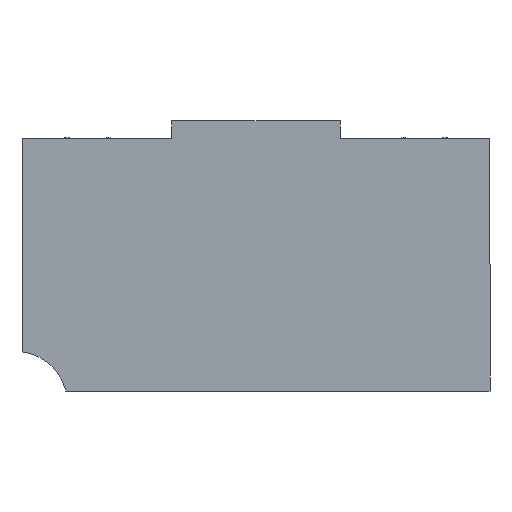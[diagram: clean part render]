
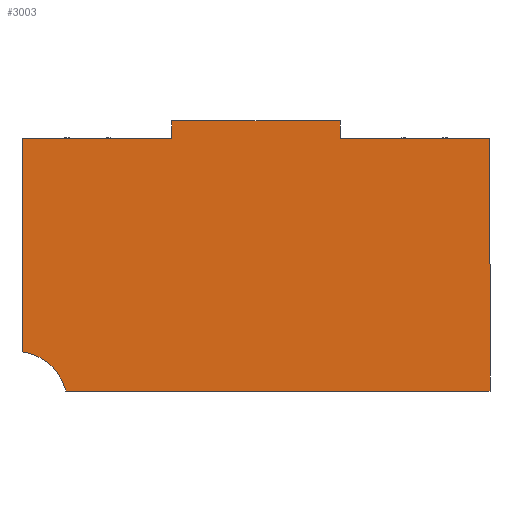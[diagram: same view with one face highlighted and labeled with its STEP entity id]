
A CAD part, front view. The second image highlights one B-rep face of the part: STEP entity #3003.
In plain terms, the highlighted planar face has unit normal (0, -1, 0).
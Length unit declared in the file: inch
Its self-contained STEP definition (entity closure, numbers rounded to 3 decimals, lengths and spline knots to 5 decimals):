
#2503 = VERTEX_POINT ( 'NONE', #8156 ) ;
#2510 = EDGE_CURVE ( 'NONE', #2503, #2511, #8146, .T. ) ;
#2511 = VERTEX_POINT ( 'NONE', #8330 ) ;
#2622 = VERTEX_POINT ( 'NONE', #8588 ) ;
#2624 = EDGE_CURVE ( 'NONE', #2622, #2957, #8587, .T. ) ;
#2633 = VERTEX_POINT ( 'NONE', #8568 ) ;
#2635 = EDGE_CURVE ( 'NONE', #2633, #2622, #8567, .T. ) ;
#2651 = ORIENTED_EDGE ( 'NONE', *, *, #3020, .F. ) ;
#2836 = ORIENTED_EDGE ( 'NONE', *, *, #3042, .F. ) ;
#2837 = ORIENTED_EDGE ( 'NONE', *, *, #2635, .F. ) ;
#2838 = ORIENTED_EDGE ( 'NONE', *, *, #2858, .F. ) ;
#2858 = EDGE_CURVE ( 'NONE', #2511, #2633, #8982, .T. ) ;
#2862 = ORIENTED_EDGE ( 'NONE', *, *, #3031, .F. ) ;
#2939 = ORIENTED_EDGE ( 'NONE', *, *, #2959, .F. ) ;
#2940 = ORIENTED_EDGE ( 'NONE', *, *, #2624, .F. ) ;
#2957 = VERTEX_POINT ( 'NONE', #9191 ) ;
#2959 = EDGE_CURVE ( 'NONE', #2957, #3040, #9260, .T. ) ;
#3003 = ADVANCED_FACE ( 'NONE', ( #6709 ), #6708, .F. ) ;
#3004 = EDGE_LOOP ( 'NONE', ( #3005, #3006, #2651, #2862, #2836, #2939, #2940, #2837, #2838 ) ) ;
#3005 = ORIENTED_EDGE ( 'NONE', *, *, #2510, .F. ) ;
#3006 = ORIENTED_EDGE ( 'NONE', *, *, #3009, .F. ) ;
#3007 = VERTEX_POINT ( 'NONE', #6703 ) ;
#3009 = EDGE_CURVE ( 'NONE', #3007, #2503, #6702, .T. ) ;
#3018 = VERTEX_POINT ( 'NONE', #6653 ) ;
#3020 = EDGE_CURVE ( 'NONE', #3018, #3007, #6652, .T. ) ;
#3029 = VERTEX_POINT ( 'NONE', #6633 ) ;
#3031 = EDGE_CURVE ( 'NONE', #3029, #3018, #6632, .T. ) ;
#3040 = VERTEX_POINT ( 'NONE', #6674 ) ;
#3042 = EDGE_CURVE ( 'NONE', #3040, #3029, #6673, .T. ) ;
#6629 = DIRECTION ( 'NONE',  ( 1., 0., 0. ) ) ;
#6630 = VECTOR ( 'NONE', #6629, 39.37008 ) ;
#6631 = CARTESIAN_POINT ( 'NONE',  ( -10.14424, -0.5907, 5.46424 ) ) ;
#6632 = LINE ( 'NONE', #6631, #6630 ) ;
#6633 = CARTESIAN_POINT ( 'NONE',  ( -10.14424, -0.5907, 5.46424 ) ) ;
#6649 = DIRECTION ( 'NONE',  ( 0., 0., 1. ) ) ;
#6650 = VECTOR ( 'NONE', #6649, 39.37008 ) ;
#6651 = CARTESIAN_POINT ( 'NONE',  ( -3.64424, -0.5907, 5.46424 ) ) ;
#6652 = LINE ( 'NONE', #6651, #6650 ) ;
#6653 = CARTESIAN_POINT ( 'NONE',  ( -3.64424, -0.5907, 5.46424 ) ) ;
#6670 = DIRECTION ( 'NONE',  ( 0., 0., 1. ) ) ;
#6671 = VECTOR ( 'NONE', #6670, 39.37008 ) ;
#6672 = CARTESIAN_POINT ( 'NONE',  ( -10.14424, -0.5907, -3.79834 ) ) ;
#6673 = LINE ( 'NONE', #6672, #6671 ) ;
#6674 = CARTESIAN_POINT ( 'NONE',  ( -10.14424, -0.5907, -3.79834 ) ) ;
#6699 = DIRECTION ( 'NONE',  ( 1., 0., 0. ) ) ;
#6700 = VECTOR ( 'NONE', #6699, 39.37008 ) ;
#6701 = CARTESIAN_POINT ( 'NONE',  ( -3.64424, -0.5907, 6.20944 ) ) ;
#6702 = LINE ( 'NONE', #6701, #6700 ) ;
#6703 = CARTESIAN_POINT ( 'NONE',  ( -3.64424, -0.5907, 6.20944 ) ) ;
#6704 = DIRECTION ( 'NONE',  ( 0., 0., 1. ) ) ;
#6705 = DIRECTION ( 'NONE',  ( 0., 1., 0. ) ) ;
#6706 = CARTESIAN_POINT ( 'NONE',  ( -10.43358, -0.5907, -6.02966 ) ) ;
#6707 = AXIS2_PLACEMENT_3D ( 'NONE', #6706, #6705, #6704 ) ;
#6708 = PLANE ( 'NONE',  #6707 ) ;
#6709 = FACE_OUTER_BOUND ( 'NONE', #3004, .T. ) ;
#8143 = DIRECTION ( 'NONE',  ( 0., 0., -1. ) ) ;
#8144 = VECTOR ( 'NONE', #8143, 39.37008 ) ;
#8145 = CARTESIAN_POINT ( 'NONE',  ( 3.64424, -0.5907, 5.46424 ) ) ;
#8146 = LINE ( 'NONE', #8145, #8144 ) ;
#8156 = CARTESIAN_POINT ( 'NONE',  ( 3.64424, -0.5907, 6.20944 ) ) ;
#8330 = CARTESIAN_POINT ( 'NONE',  ( 3.64424, -0.5907, 5.46424 ) ) ;
#8564 = DIRECTION ( 'NONE',  ( 0., 0., -1. ) ) ;
#8565 = VECTOR ( 'NONE', #8564, 39.37008 ) ;
#8566 = CARTESIAN_POINT ( 'NONE',  ( 10.14424, -0.5907, -5.49992 ) ) ;
#8567 = LINE ( 'NONE', #8566, #8565 ) ;
#8568 = CARTESIAN_POINT ( 'NONE',  ( 10.14424, -0.5907, 5.46424 ) ) ;
#8584 = DIRECTION ( 'NONE',  ( -1., 0., 0. ) ) ;
#8585 = VECTOR ( 'NONE', #8584, 39.37008 ) ;
#8586 = CARTESIAN_POINT ( 'NONE',  ( -8.24682, -0.5907, -5.49992 ) ) ;
#8587 = LINE ( 'NONE', #8586, #8585 ) ;
#8588 = CARTESIAN_POINT ( 'NONE',  ( 10.14424, -0.5907, -5.49992 ) ) ;
#8979 = DIRECTION ( 'NONE',  ( 1., 0., 0. ) ) ;
#8980 = VECTOR ( 'NONE', #8979, 39.37008 ) ;
#8981 = CARTESIAN_POINT ( 'NONE',  ( 3.64424, -0.5907, 5.46424 ) ) ;
#8982 = LINE ( 'NONE', #8981, #8980 ) ;
#9191 = CARTESIAN_POINT ( 'NONE',  ( -8.24682, -0.5907, -5.49992 ) ) ;
#9256 = DIRECTION ( 'NONE',  ( 0., 0., 1. ) ) ;
#9257 = DIRECTION ( 'NONE',  ( 0., -1., 0. ) ) ;
#9258 = CARTESIAN_POINT ( 'NONE',  ( -10.43358, -0.5907, -6.02966 ) ) ;
#9259 = AXIS2_PLACEMENT_3D ( 'NONE', #9258, #9257, #9256 ) ;
#9260 = CIRCLE ( 'NONE', #9259, 2.25 ) ;
